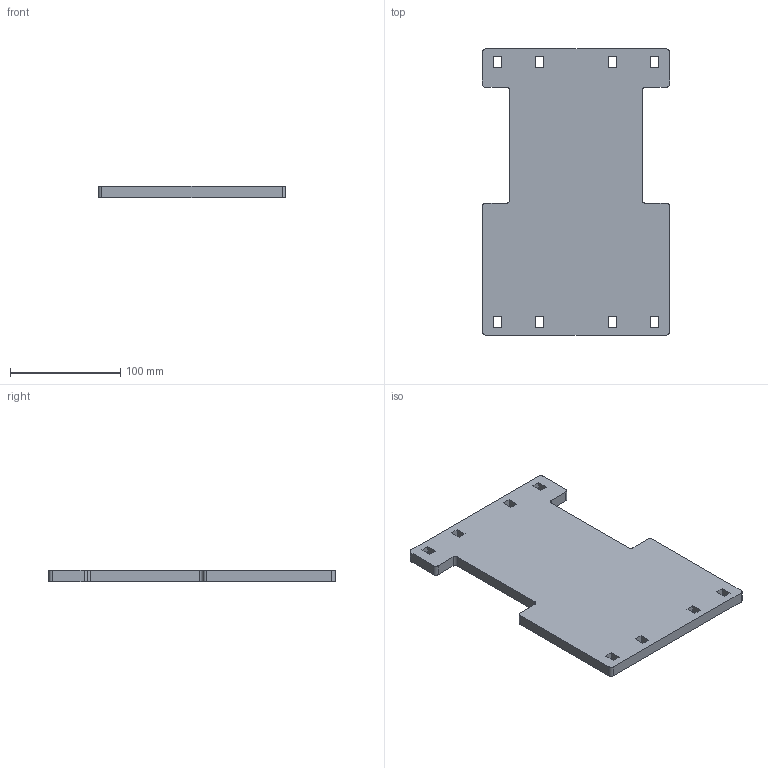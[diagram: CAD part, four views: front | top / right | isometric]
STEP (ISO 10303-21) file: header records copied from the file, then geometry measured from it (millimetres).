
FILE_DESCRIPTION(/* description */ (''),/* implementation_level */ '2;1');
FILE_NAME(/* name */ 'chassis',/* time_stamp */ '2025-04-02T13:41:08+02:00',/* author */ (''),/* organization */ (''),/* preprocessor_version */ 'ST-DEVELOPER v16.5',/* originating_system */ 'Rhino 7.38',/* authorisation */ '');
FILE_SCHEMA (('CONFIG_CONTROL_DESIGN'));
Length unit declared in the file: millimetre
Products named in the file (1): Document
Bounding box: 170 x 260 x 10 mm (x, y, z)
Volume: 383375.3 mm3; surface area: 88920.6 mm2
Topology: 1 solids, 1 shells, 58 faces, 168 edges, 112 vertices
Faces by surface type: plane 46, cylinder 12
Entity records: 1740 total; most frequent: CARTESIAN_POINT 556, ORIENTED_EDGE 336, EDGE_CURVE 168, VERTEX_POINT 112, B_SPLINE_CURVE_WITH_KNOTS 96, EDGE_LOOP 74, DIRECTION 62, AXIS2_PLACEMENT_3D 60
